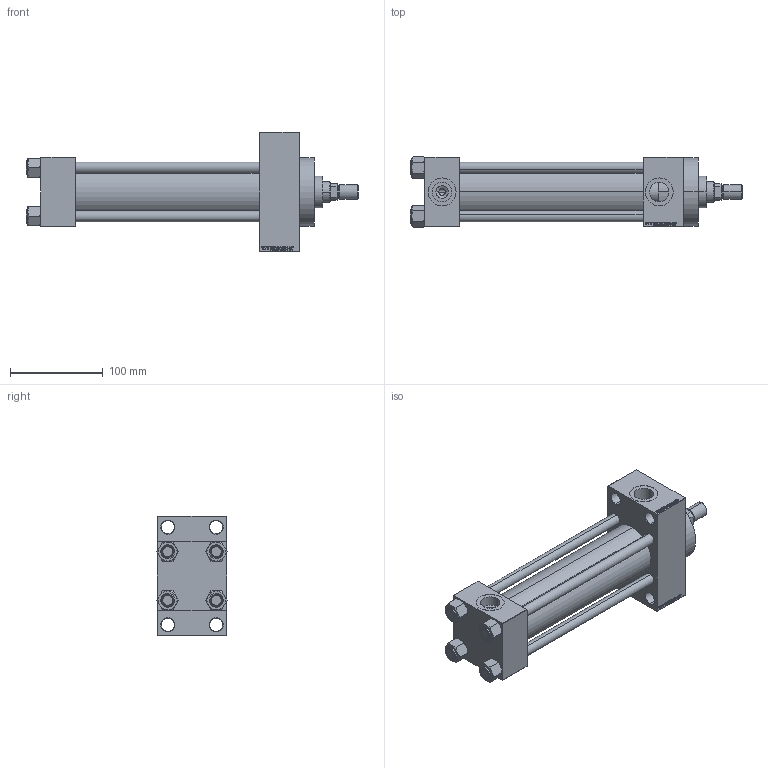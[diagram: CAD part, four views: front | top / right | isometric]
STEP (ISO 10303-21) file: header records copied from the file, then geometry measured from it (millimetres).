
FILE_DESCRIPTION (( 'STEP AP203' ), '1' );
FILE_NAME ('f840.STEP', '2022-04-15T17:45:54', ( '' ), ( '' ), 'SwSTEP 2.0', 'SolidWorks 2019', '' );
FILE_SCHEMA (( 'CONFIG_CONTROL_DESIGN' ));
Length unit declared in the file: millimetre
Products named in the file (7): V215_VC_A 62387a2b4dd8cea31aafa8f0e575a43e; V215CR_D_TYCINKA 62387a2b4dd8cea31aafa8f0e575a43e; V215CR_VCP_D 62387a2b4dd8cea31aafa8f0e575a43e; NUT_M5_D 62387a2b4dd8cea31aafa8f0e575a43e; f840; ROD_END_AH 62387a2b4dd8cea31aafa8f0e575a43e; V215CR_D_Body 62387a2b4dd8cea31aafa8f0e575a43e
Assembly tree (12 placements, depth 2):
  f840
    V215CR_D_Body 62387a2b4dd8cea31aafa8f0e575a43e
    V215CR_VCP_D 62387a2b4dd8cea31aafa8f0e575a43e
    NUT_M5_D 62387a2b4dd8cea31aafa8f0e575a43e  x4
    V215CR_D_TYCINKA 62387a2b4dd8cea31aafa8f0e575a43e  x4
    V215_VC_A 62387a2b4dd8cea31aafa8f0e575a43e
    ROD_END_AH 62387a2b4dd8cea31aafa8f0e575a43e
Bounding box: 357 x 75.54 x 128 mm (x, y, z)
Volume: 988072.8 mm3; surface area: 245571.7 mm2
Topology: 12 solids, 12 shells, 1125 faces, 2793 edges, 1807 vertices
Faces by surface type: plane 503, bspline 368, cone 148, cylinder 96, torus 10
Entity records: 47890 total; most frequent: CARTESIAN_POINT 25171, ORIENTED_EDGE 5078, DIRECTION 3307, EDGE_CURVE 2539, VERTEX_POINT 1663, LINE 1517, VECTOR 1517, EDGE_LOOP 1140
